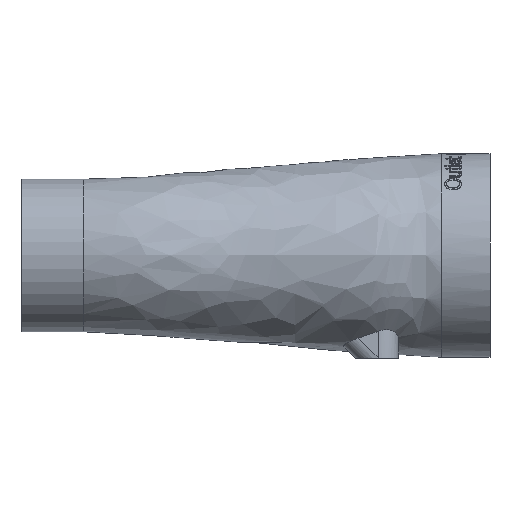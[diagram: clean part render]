
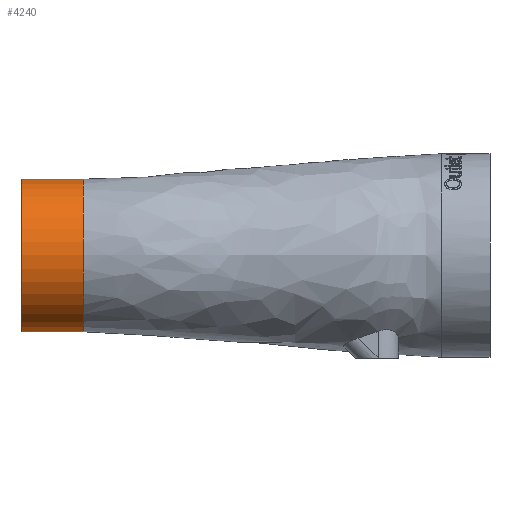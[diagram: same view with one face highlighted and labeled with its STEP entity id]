
A CAD part, front view. The second image highlights one B-rep face of the part: STEP entity #4240.
In plain terms, the highlighted cylindrical face has radius 37.5 mm (diameter 75 mm), a full revolution.
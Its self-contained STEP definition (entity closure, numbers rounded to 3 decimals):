
#458=FACE_OUTER_BOUND('',#710,.T.);
#710=EDGE_LOOP('',(#3895,#3896,#3897,#3898,#3899));
#1258=LINE('',#11921,#1553);
#1553=VECTOR('',#5168,37.5);
#1628=CIRCLE('',#4460,37.5);
#1629=CIRCLE('',#4461,37.5);
#1631=CIRCLE('',#4466,37.5);
#2041=VERTEX_POINT('',#11809);
#2042=VERTEX_POINT('',#11862);
#2046=VERTEX_POINT('',#11919);
#2658=EDGE_CURVE('',#2041,#2042,#1628,.T.);
#2659=EDGE_CURVE('',#2042,#2041,#1629,.T.);
#2666=EDGE_CURVE('',#2046,#2046,#1631,.T.);
#2667=EDGE_CURVE('',#2046,#2042,#1258,.T.);
#3895=ORIENTED_EDGE('',*,*,#2666,.T.);
#3896=ORIENTED_EDGE('',*,*,#2667,.T.);
#3897=ORIENTED_EDGE('',*,*,#2658,.F.);
#3898=ORIENTED_EDGE('',*,*,#2659,.F.);
#3899=ORIENTED_EDGE('',*,*,#2667,.F.);
#3952=CYLINDRICAL_SURFACE('',#4465,37.5);
#4240=ADVANCED_FACE('',(#458),#3952,.T.);
#4460=AXIS2_PLACEMENT_3D('',#11863,#5153,#5154);
#4461=AXIS2_PLACEMENT_3D('',#11864,#5155,#5156);
#4465=AXIS2_PLACEMENT_3D('',#11918,#5164,#5165);
#4466=AXIS2_PLACEMENT_3D('',#11920,#5166,#5167);
#5153=DIRECTION('center_axis',(1.,0.,0.));
#5154=DIRECTION('ref_axis',(0.,1.,0.));
#5155=DIRECTION('center_axis',(1.,0.,0.));
#5156=DIRECTION('ref_axis',(0.,1.,0.));
#5164=DIRECTION('center_axis',(1.,0.,0.));
#5165=DIRECTION('ref_axis',(0.,0.,1.));
#5166=DIRECTION('center_axis',(1.,0.,0.));
#5167=DIRECTION('ref_axis',(0.,0.,1.));
#5168=DIRECTION('',(1.,0.,0.));
#11809=CARTESIAN_POINT('',(0.,-140.,0.));
#11862=CARTESIAN_POINT('',(0.,-102.5,-37.5));
#11863=CARTESIAN_POINT('Origin',(0.,-102.5,0.));
#11864=CARTESIAN_POINT('Origin',(0.,-102.5,0.));
#11918=CARTESIAN_POINT('Origin',(0.,-102.5,0.));
#11919=CARTESIAN_POINT('',(-30.,-102.5,-37.5));
#11920=CARTESIAN_POINT('Origin',(-30.,-102.5,0.));
#11921=CARTESIAN_POINT('',(0.,-102.5,-37.5));
